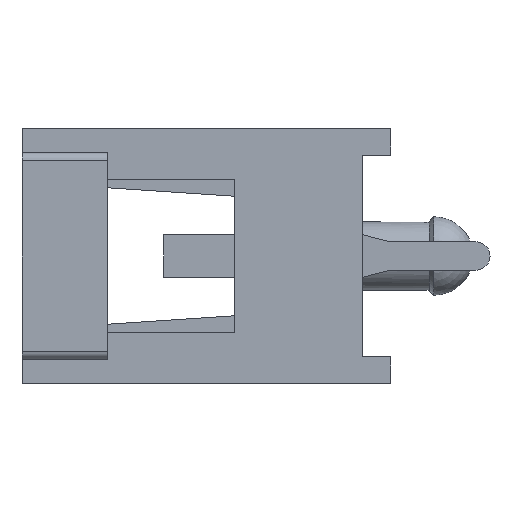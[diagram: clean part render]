
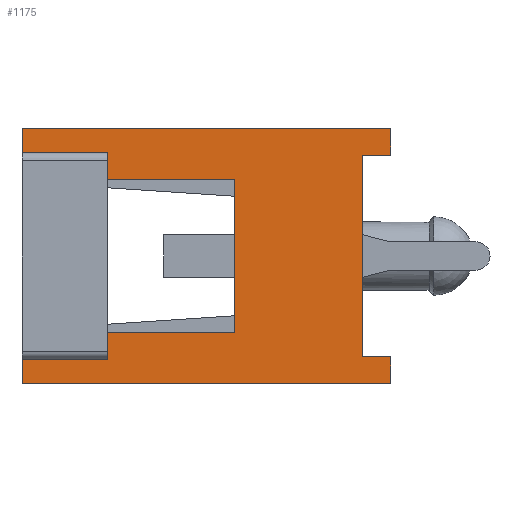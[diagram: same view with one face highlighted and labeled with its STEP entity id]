
A CAD part, left-side view. The second image highlights one B-rep face of the part: STEP entity #1175.
In plain terms, the highlighted planar face has unit normal (-1, 0, 0).
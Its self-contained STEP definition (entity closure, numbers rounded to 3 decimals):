
#54 = CARTESIAN_POINT ( 'NONE',  ( -8.9, -1., -4.5 ) ) ;
#57 = ORIENTED_EDGE ( 'NONE', *, *, #5355, .F. ) ;
#73 = ORIENTED_EDGE ( 'NONE', *, *, #4528, .F. ) ;
#101 = ORIENTED_EDGE ( 'NONE', *, *, #3437, .T. ) ;
#129 = ORIENTED_EDGE ( 'NONE', *, *, #630, .F. ) ;
#168 = DIRECTION ( 'NONE',  ( 0., 0., -1. ) ) ;
#188 = CARTESIAN_POINT ( 'NONE',  ( -8.9, -6.5, -3.55 ) ) ;
#214 = CARTESIAN_POINT ( 'NONE',  ( -8.9, 6.5, -3.65 ) ) ;
#221 = AXIS2_PLACEMENT_3D ( 'NONE', #7392, #1668, #4421 ) ;
#324 = LINE ( 'NONE', #214, #6269 ) ;
#361 = EDGE_CURVE ( 'NONE', #1157, #5468, #6445, .T. ) ;
#439 = CARTESIAN_POINT ( 'NONE',  ( -8.9, 6.5, 3.65 ) ) ;
#465 = DIRECTION ( 'NONE',  ( 0., 1., 0. ) ) ;
#477 = LINE ( 'NONE', #2609, #2409 ) ;
#568 = VECTOR ( 'NONE', #2445, 1000. ) ;
#571 = VECTOR ( 'NONE', #2209, 1000. ) ;
#578 = EDGE_CURVE ( 'NONE', #6600, #2912, #5271, .T. ) ;
#587 = ORIENTED_EDGE ( 'NONE', *, *, #6047, .F. ) ;
#630 = EDGE_CURVE ( 'NONE', #3369, #3988, #3466, .T. ) ;
#670 = LINE ( 'NONE', #54, #4993 ) ;
#751 = EDGE_CURVE ( 'NONE', #4908, #2374, #3730, .T. ) ;
#834 = CARTESIAN_POINT ( 'NONE',  ( -8.9, 3.5, -2.7 ) ) ;
#1033 = CARTESIAN_POINT ( 'NONE',  ( -8.9, 6.5, -3.65 ) ) ;
#1046 = LINE ( 'NONE', #2658, #5256 ) ;
#1157 = VERTEX_POINT ( 'NONE', #2188 ) ;
#1175 = ADVANCED_FACE ( 'NONE', ( #5344 ), #2809, .F. ) ;
#1302 = DIRECTION ( 'NONE',  ( 0., 0., -1. ) ) ;
#1309 = DIRECTION ( 'NONE',  ( 0., -1., 0. ) ) ;
#1467 = CARTESIAN_POINT ( 'NONE',  ( -8.9, -5.5, 3.55 ) ) ;
#1501 = VECTOR ( 'NONE', #6891, 1000. ) ;
#1607 = VERTEX_POINT ( 'NONE', #4654 ) ;
#1668 = DIRECTION ( 'NONE',  ( 1., 0., 0. ) ) ;
#1810 = EDGE_CURVE ( 'NONE', #4936, #2912, #3668, .T. ) ;
#1993 = DIRECTION ( 'NONE',  ( 0., -1., 0. ) ) ;
#2048 = CARTESIAN_POINT ( 'NONE',  ( -8.9, 6.5, 3.65 ) ) ;
#2061 = DIRECTION ( 'NONE',  ( 0., 0., -1. ) ) ;
#2137 = ORIENTED_EDGE ( 'NONE', *, *, #7441, .T. ) ;
#2159 = CARTESIAN_POINT ( 'NONE',  ( -8.9, 3.5, -2.7 ) ) ;
#2162 = VECTOR ( 'NONE', #2527, 1000. ) ;
#2164 = ORIENTED_EDGE ( 'NONE', *, *, #361, .F. ) ;
#2188 = CARTESIAN_POINT ( 'NONE',  ( -8.9, -6.5, 3.55 ) ) ;
#2209 = DIRECTION ( 'NONE',  ( 0., -1., 0. ) ) ;
#2246 = LINE ( 'NONE', #4905, #3214 ) ;
#2304 = EDGE_CURVE ( 'NONE', #2714, #2601, #5175, .T. ) ;
#2365 = VERTEX_POINT ( 'NONE', #4365 ) ;
#2374 = VERTEX_POINT ( 'NONE', #6107 ) ;
#2409 = VECTOR ( 'NONE', #2061, 1000. ) ;
#2445 = DIRECTION ( 'NONE',  ( 0., 1., 0. ) ) ;
#2527 = DIRECTION ( 'NONE',  ( 0., 0., 1. ) ) ;
#2601 = VERTEX_POINT ( 'NONE', #5198 ) ;
#2609 = CARTESIAN_POINT ( 'NONE',  ( -8.9, -6.5, -4.5 ) ) ;
#2647 = CARTESIAN_POINT ( 'NONE',  ( -8.9, 3.5, 2.7 ) ) ;
#2658 = CARTESIAN_POINT ( 'NONE',  ( -8.9, 3.5, -3.65 ) ) ;
#2668 = DIRECTION ( 'NONE',  ( 0., 0., -1. ) ) ;
#2702 = VECTOR ( 'NONE', #1309, 1000. ) ;
#2714 = VERTEX_POINT ( 'NONE', #4163 ) ;
#2809 = PLANE ( 'NONE',  #221 ) ;
#2891 = CARTESIAN_POINT ( 'NONE',  ( -8.9, 6.5, -3.65 ) ) ;
#2912 = VERTEX_POINT ( 'NONE', #3904 ) ;
#2962 = ORIENTED_EDGE ( 'NONE', *, *, #2304, .F. ) ;
#3214 = VECTOR ( 'NONE', #4307, 1000. ) ;
#3258 = CARTESIAN_POINT ( 'NONE',  ( -8.9, 3.5, 3.65 ) ) ;
#3306 = CARTESIAN_POINT ( 'NONE',  ( -8.9, -5.5, 2. ) ) ;
#3351 = EDGE_CURVE ( 'NONE', #5468, #4460, #6837, .T. ) ;
#3369 = VERTEX_POINT ( 'NONE', #3258 ) ;
#3383 = ORIENTED_EDGE ( 'NONE', *, *, #5915, .T. ) ;
#3411 = CARTESIAN_POINT ( 'NONE',  ( -8.9, -1., 2.7 ) ) ;
#3428 = ORIENTED_EDGE ( 'NONE', *, *, #578, .T. ) ;
#3437 = EDGE_CURVE ( 'NONE', #2365, #6600, #6640, .T. ) ;
#3466 = LINE ( 'NONE', #5286, #568 ) ;
#3490 = ORIENTED_EDGE ( 'NONE', *, *, #6525, .F. ) ;
#3505 = ORIENTED_EDGE ( 'NONE', *, *, #7486, .T. ) ;
#3561 = VECTOR ( 'NONE', #1302, 1000. ) ;
#3664 = LINE ( 'NONE', #4780, #2162 ) ;
#3668 = LINE ( 'NONE', #834, #2702 ) ;
#3730 = LINE ( 'NONE', #2891, #1501 ) ;
#3904 = CARTESIAN_POINT ( 'NONE',  ( -8.9, -1., -2.7 ) ) ;
#3930 = LINE ( 'NONE', #188, #6724 ) ;
#3988 = VERTEX_POINT ( 'NONE', #2048 ) ;
#4163 = CARTESIAN_POINT ( 'NONE',  ( -8.9, 6.5, 4.5 ) ) ;
#4175 = CARTESIAN_POINT ( 'NONE',  ( -8.9, -6.5, -3.55 ) ) ;
#4216 = ORIENTED_EDGE ( 'NONE', *, *, #3351, .F. ) ;
#4228 = DIRECTION ( 'NONE',  ( 0., 1., 0. ) ) ;
#4307 = DIRECTION ( 'NONE',  ( 0., 0., -1. ) ) ;
#4321 = DIRECTION ( 'NONE',  ( 0., 0., 1. ) ) ;
#4365 = CARTESIAN_POINT ( 'NONE',  ( -8.9, 3.5, 2.7 ) ) ;
#4421 = DIRECTION ( 'NONE',  ( 0., 0., -1. ) ) ;
#4440 = DIRECTION ( 'NONE',  ( 0., 0., 1. ) ) ;
#4460 = VERTEX_POINT ( 'NONE', #4665 ) ;
#4491 = VECTOR ( 'NONE', #2668, 1000. ) ;
#4528 = EDGE_CURVE ( 'NONE', #7347, #7277, #477, .T. ) ;
#4654 = CARTESIAN_POINT ( 'NONE',  ( -8.9, 6.5, -4.5 ) ) ;
#4665 = CARTESIAN_POINT ( 'NONE',  ( -8.9, -5.5, -3.55 ) ) ;
#4746 = CARTESIAN_POINT ( 'NONE',  ( -8.9, -1., 2. ) ) ;
#4780 = CARTESIAN_POINT ( 'NONE',  ( -8.9, 3.5, 2.7 ) ) ;
#4905 = CARTESIAN_POINT ( 'NONE',  ( -8.9, -6.5, 3.55 ) ) ;
#4908 = VERTEX_POINT ( 'NONE', #1033 ) ;
#4936 = VERTEX_POINT ( 'NONE', #2159 ) ;
#4993 = VECTOR ( 'NONE', #1993, 1000. ) ;
#5175 = LINE ( 'NONE', #5639, #571 ) ;
#5198 = CARTESIAN_POINT ( 'NONE',  ( -8.9, -6.5, 4.5 ) ) ;
#5256 = VECTOR ( 'NONE', #4321, 1000. ) ;
#5271 = LINE ( 'NONE', #4746, #3561 ) ;
#5286 = CARTESIAN_POINT ( 'NONE',  ( -8.9, -1., 3.65 ) ) ;
#5344 = FACE_OUTER_BOUND ( 'NONE', #5461, .T. ) ;
#5355 = EDGE_CURVE ( 'NONE', #2365, #3369, #3664, .T. ) ;
#5457 = EDGE_CURVE ( 'NONE', #2601, #1157, #2246, .T. ) ;
#5461 = EDGE_LOOP ( 'NONE', ( #3428, #6976, #587, #6639, #2137, #3383, #73, #3505, #4216, #2164, #5537, #2962, #3490, #129, #57, #101 ) ) ;
#5468 = VERTEX_POINT ( 'NONE', #1467 ) ;
#5537 = ORIENTED_EDGE ( 'NONE', *, *, #5457, .F. ) ;
#5639 = CARTESIAN_POINT ( 'NONE',  ( -8.9, -1., 4.5 ) ) ;
#5885 = LINE ( 'NONE', #439, #6965 ) ;
#5915 = EDGE_CURVE ( 'NONE', #1607, #7277, #670, .T. ) ;
#6047 = EDGE_CURVE ( 'NONE', #2374, #4936, #1046, .T. ) ;
#6107 = CARTESIAN_POINT ( 'NONE',  ( -8.9, 3.5, -3.65 ) ) ;
#6158 = VECTOR ( 'NONE', #465, 1000. ) ;
#6269 = VECTOR ( 'NONE', #168, 1000. ) ;
#6445 = LINE ( 'NONE', #6843, #6158 ) ;
#6449 = CARTESIAN_POINT ( 'NONE',  ( -8.9, -6.5, -4.5 ) ) ;
#6474 = VECTOR ( 'NONE', #7484, 1000. ) ;
#6525 = EDGE_CURVE ( 'NONE', #3988, #2714, #5885, .T. ) ;
#6600 = VERTEX_POINT ( 'NONE', #3411 ) ;
#6639 = ORIENTED_EDGE ( 'NONE', *, *, #751, .F. ) ;
#6640 = LINE ( 'NONE', #2647, #6474 ) ;
#6724 = VECTOR ( 'NONE', #4228, 1000. ) ;
#6837 = LINE ( 'NONE', #3306, #4491 ) ;
#6843 = CARTESIAN_POINT ( 'NONE',  ( -8.9, -6.5, 3.55 ) ) ;
#6891 = DIRECTION ( 'NONE',  ( 0., -1., 0. ) ) ;
#6965 = VECTOR ( 'NONE', #4440, 1000. ) ;
#6976 = ORIENTED_EDGE ( 'NONE', *, *, #1810, .F. ) ;
#7277 = VERTEX_POINT ( 'NONE', #6449 ) ;
#7347 = VERTEX_POINT ( 'NONE', #4175 ) ;
#7392 = CARTESIAN_POINT ( 'NONE',  ( -8.9, -5.5, 2. ) ) ;
#7441 = EDGE_CURVE ( 'NONE', #4908, #1607, #324, .T. ) ;
#7484 = DIRECTION ( 'NONE',  ( 0., -1., 0. ) ) ;
#7486 = EDGE_CURVE ( 'NONE', #7347, #4460, #3930, .T. ) ;
